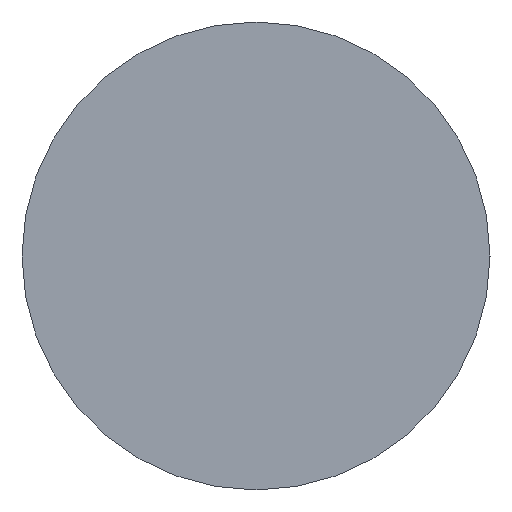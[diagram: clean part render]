
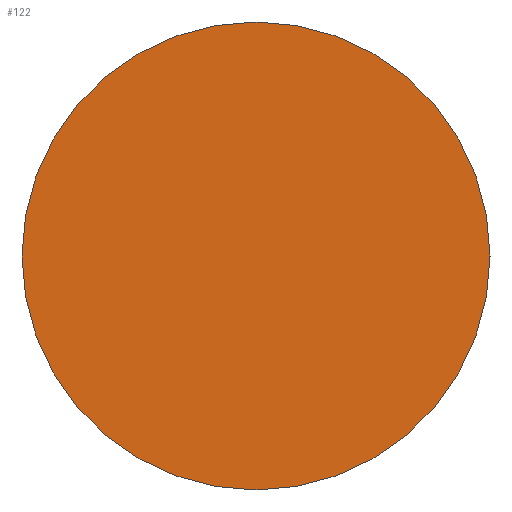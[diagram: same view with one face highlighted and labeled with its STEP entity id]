
A CAD part, left-side view. The second image highlights one B-rep face of the part: STEP entity #122.
In plain terms, the highlighted planar face has unit normal (-1, 0, 0).
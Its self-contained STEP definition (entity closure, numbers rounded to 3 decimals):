
#5 = CARTESIAN_POINT ( 'NONE',  ( 628.302, 182.435, 0. ) ) ;
#14 = AXIS2_PLACEMENT_3D ( 'NONE', #5, #22, #90 ) ;
#15 = VERTEX_POINT ( 'NONE', #72 ) ;
#19 = ORIENTED_EDGE ( 'NONE', *, *, #126, .T. ) ;
#22 = DIRECTION ( 'NONE',  ( -1., 0., 0. ) ) ;
#47 = AXIS2_PLACEMENT_3D ( 'NONE', #78, #60, #177 ) ;
#60 = DIRECTION ( 'NONE',  ( -1., 0., 0. ) ) ;
#61 = EDGE_CURVE ( 'NONE', #15, #88, #124, .T. ) ;
#71 = FACE_OUTER_BOUND ( 'NONE', #144, .T. ) ;
#72 = CARTESIAN_POINT ( 'NONE',  ( 628.302, 182.435, 8. ) ) ;
#78 = CARTESIAN_POINT ( 'NONE',  ( 628.302, 182.435, 0. ) ) ;
#88 = VERTEX_POINT ( 'NONE', #94 ) ;
#90 = DIRECTION ( 'NONE',  ( 0., 0., 1. ) ) ;
#94 = CARTESIAN_POINT ( 'NONE',  ( 628.302, 182.435, -8. ) ) ;
#102 = DIRECTION ( 'NONE',  ( 1., 0., 0. ) ) ;
#103 = DIRECTION ( 'NONE',  ( 0., 0., -1. ) ) ;
#122 = ADVANCED_FACE ( 'NONE', ( #71 ), #152, .F. ) ;
#124 = CIRCLE ( 'NONE', #14, 8. ) ;
#126 = EDGE_CURVE ( 'NONE', #88, #15, #161, .T. ) ;
#132 = CARTESIAN_POINT ( 'NONE',  ( 628.302, 182.435, 0. ) ) ;
#137 = ORIENTED_EDGE ( 'NONE', *, *, #61, .T. ) ;
#144 = EDGE_LOOP ( 'NONE', ( #137, #19 ) ) ;
#152 = PLANE ( 'NONE',  #184 ) ;
#161 = CIRCLE ( 'NONE', #47, 8. ) ;
#177 = DIRECTION ( 'NONE',  ( 0., 0., 1. ) ) ;
#184 = AXIS2_PLACEMENT_3D ( 'NONE', #132, #102, #103 ) ;
